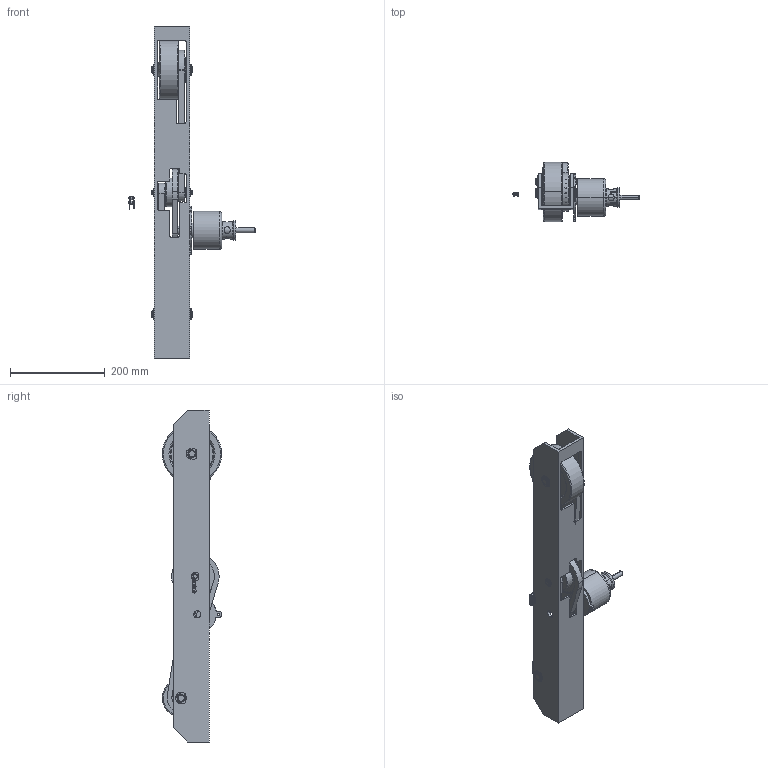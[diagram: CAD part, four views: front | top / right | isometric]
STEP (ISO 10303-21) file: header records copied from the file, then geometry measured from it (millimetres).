
FILE_DESCRIPTION (( 'STEP AP203' ), '1' );
FILE_NAME ('SB drive pod 3.STEP', '2016-09-14T12:01:03', ( '' ), ( '' ), 'SwSTEP 2.0', 'SolidWorks 2015', '' );
FILE_SCHEMA (( 'CONFIG_CONTROL_DESIGN' ));
Length unit declared in the file: millimetre
Products named in the file (30): 15mm axle 682 187; 1st chain; Outer; e-ring external retaining ring_am_B27.7M - 3CM1-16; 2nd chain; Inner_(Mirror_#1); 15T 06b sprocket 3_Chain wheel ISO - 15Z 06B-1 --15SA10.0N; 3rd chain; Inner; 3x3channel 3; OBF101510 Flanged Oilite; 9T 06b sprocket 184-375_Chain wheel ISO - 9Z 06B-1 --9SA10.0N; Pin_(Mirror_#3); 125mm wheel 458-9670 3; 10mm axle 682-084; 9T 06b sprocket 184-375 2_Chain wheel ISO - 9Z 06B-1 --9SA10.0N; Pin; 80mm wheel 3; 4mm key; 24T 06b sprocket 184-375 3_Chain wheel ISO - 24Z 06B-1 --24SA10.0N; Roller_(Mirror_#4); simplified 50cc; e-ring external retaining ring_am_B27.7M - 3CM1-10; OBF152110 Flanged Oilite; Roller; 29T 06b sprocket 184-375_Chain wheel ISO - 29Z 06B-1 --29SA20.0N; SB drive pod 3; AW112002 21_32 x 1.1_4 x 3_32 Oilite Thrust Washer ; 06B-1; Outer_(Mirror_#1)
Assembly tree (46 placements, depth 3):
  SB drive pod 3
    3x3channel 3
    125mm wheel 458-9670 3
    80mm wheel 3
    simplified 50cc
    29T 06b sprocket 184-375_Chain wheel ISO - 29Z 06B-1 --29SA20.0N
    06B-1
      Outer_(Mirror_#1)
      Outer
      Inner_(Mirror_#1)
      Inner
      Pin_(Mirror_#3)
      Pin
      Roller_(Mirror_#4)
      Roller
    1st chain
    2nd chain
    3rd chain
    9T 06b sprocket 184-375_Chain wheel ISO - 9Z 06B-1 --9SA10.0N
    9T 06b sprocket 184-375 2_Chain wheel ISO - 9Z 06B-1 --9SA10.0N  x2
    24T 06b sprocket 184-375 3_Chain wheel ISO - 24Z 06B-1 --24SA10.0N
    OBF152110 Flanged Oilite  x4
    AW112002 21_32 x 1.1_4 x 3_32 Oilite Thrust Washer   x2
    15mm axle 682 187  x2
    e-ring external retaining ring_am_B27.7M - 3CM1-16  x4
    15T 06b sprocket 3_Chain wheel ISO - 15Z 06B-1 --15SA10.0N
    OBF101510 Flanged Oilite  x2
    10mm axle 682-084
    4mm key  x7
    e-ring external retaining ring_am_B27.7M - 3CM1-10  x2
Bounding box: 265.78 x 125 x 700 mm (x, y, z)
Volume: 2073688.1 mm3; surface area: 550659.8 mm2
Topology: 45 solids, 45 shells, 1510 faces, 3957 edges, 2578 vertices
Faces by surface type: cylinder 843, plane 309, torus 246, cone 104, bspline 8
Entity records: 44321 total; most frequent: CARTESIAN_POINT 10980, ORIENTED_EDGE 6378, DIRECTION 6196, EDGE_CURVE 3189, AXIS2_PLACEMENT_3D 2562, VERTEX_POINT 2086, CIRCLE 1330, EDGE_LOOP 1305
